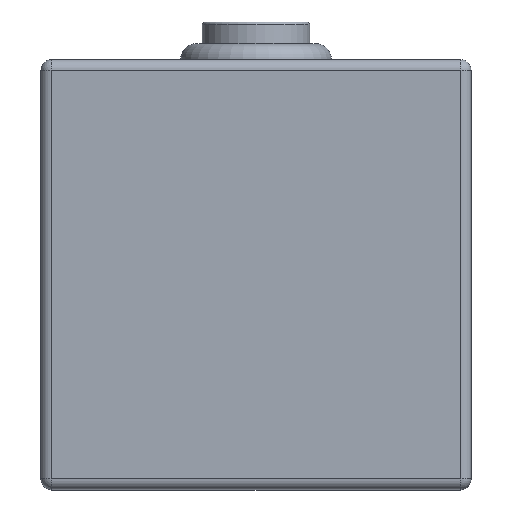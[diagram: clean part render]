
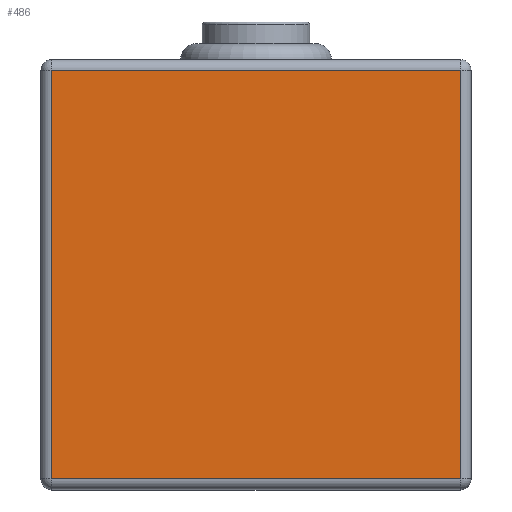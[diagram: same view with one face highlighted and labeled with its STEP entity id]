
A CAD part, top view. The second image highlights one B-rep face of the part: STEP entity #486.
In plain terms, the highlighted planar face has unit normal (0, 0, 1).
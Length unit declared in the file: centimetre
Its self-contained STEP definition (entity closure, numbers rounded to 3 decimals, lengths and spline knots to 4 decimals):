
#15=LINE($,#799,#39);
#17=LINE($,#816,#41);
#22=LINE($,#838,#46);
#35=LINE($,#871,#59);
#39=VECTOR($,#625,1.);
#41=VECTOR($,#645,1.);
#46=VECTOR($,#672,1.);
#59=VECTOR($,#713,1.);
#72=PLANE($,#562);
#122=FACE_OUTER_BOUND($,#162,.T.);
#162=EDGE_LOOP($,(#401,#402,#403,#404));
#231=VERTEX_POINT($,#787);
#232=VERTEX_POINT($,#791);
#240=VERTEX_POINT($,#811);
#244=VERTEX_POINT($,#831);
#273=EDGE_CURVE($,#232,#231,#15,.T.);
#281=EDGE_CURVE($,#231,#240,#17,.T.);
#292=EDGE_CURVE($,#244,#232,#22,.T.);
#311=EDGE_CURVE($,#240,#244,#35,.T.);
#401=ORIENTED_EDGE($,*,*,#273,.F.);
#402=ORIENTED_EDGE($,*,*,#292,.F.);
#403=ORIENTED_EDGE($,*,*,#311,.F.);
#404=ORIENTED_EDGE($,*,*,#281,.F.);
#486=ADVANCED_FACE($,(#122),#72,.T.);
#562=AXIS2_PLACEMENT_3D($,#875,#718,#719);
#625=DIRECTION($,(-1.,0.,0.));
#645=DIRECTION($,(0.,1.,0.));
#672=DIRECTION($,(0.,-1.,0.));
#713=DIRECTION($,(1.,0.,0.));
#718=DIRECTION('center_axis',(0.,0.,1.));
#719=DIRECTION('ref_axis',(1.,0.,0.));
#787=CARTESIAN_POINT('',(-3.8,0.2,2.3));
#791=CARTESIAN_POINT('',(3.8,0.2,2.3));
#799=CARTESIAN_POINT($,(0.,0.2,2.3));
#811=CARTESIAN_POINT('',(-3.8,7.8,2.3));
#816=CARTESIAN_POINT($,(-3.8,0.,2.3));
#831=CARTESIAN_POINT('',(3.8,7.8,2.3));
#838=CARTESIAN_POINT($,(3.8,0.,2.3));
#871=CARTESIAN_POINT($,(0.,7.8,2.3));
#875=CARTESIAN_POINT('Origin',(0.,0.,2.3));
